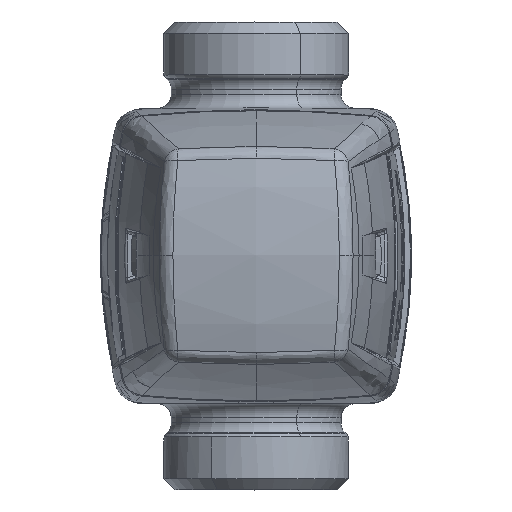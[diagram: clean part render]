
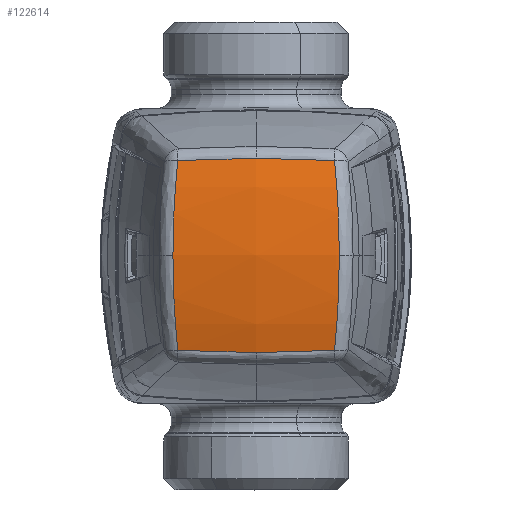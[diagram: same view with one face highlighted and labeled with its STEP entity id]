
A CAD part, top view. The second image highlights one B-rep face of the part: STEP entity #122614.
In plain terms, the highlighted face is a revolution surface.
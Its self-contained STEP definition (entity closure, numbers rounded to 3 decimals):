
#122530=CARTESIAN_POINT('Control Point',(-57.257,41.079,32.059)) ;
#122531=CARTESIAN_POINT('Control Point',(-62.197,26.863,41.1)) ;
#122532=CARTESIAN_POINT('Control Point',(-65.004,9.419,46.238)) ;
#122533=CARTESIAN_POINT('Control Point',(-65.005,-9.398,46.241)) ;
#122534=CARTESIAN_POINT('Control Point',(-62.201,-26.844,41.107)) ;
#122535=CARTESIAN_POINT('Control Point',(-57.263,-41.062,32.07)) ;
#122536=CARTESIAN_POINT('Axis1P Location',(0.,0.,-72.75)) ;
#122541=CARTESIAN_POINT('Control Point',(0.,17.448,57.791)) ;
#122542=CARTESIAN_POINT('Control Point',(-4.7,17.448,57.791)) ;
#122543=CARTESIAN_POINT('Control Point',(-9.399,17.314,57.571)) ;
#122544=CARTESIAN_POINT('Control Point',(-14.072,17.049,57.132)) ;
#122545=CARTESIAN_POINT('Vertex',(0.,17.448,57.791)) ;
#122547=CARTESIAN_POINT('Vertex',(-14.072,17.049,57.132)) ;
#122551=CARTESIAN_POINT('Control Point',(-14.944,0.,59.156)) ;
#122552=CARTESIAN_POINT('Control Point',(-14.944,5.732,59.156)) ;
#122553=CARTESIAN_POINT('Control Point',(-14.645,11.466,58.48)) ;
#122554=CARTESIAN_POINT('Control Point',(-14.072,17.049,57.132)) ;
#122555=CARTESIAN_POINT('Vertex',(-14.944,0.,59.156)) ;
#122559=CARTESIAN_POINT('Control Point',(-14.944,0.,59.156)) ;
#122560=CARTESIAN_POINT('Control Point',(-14.944,-5.732,59.156)) ;
#122561=CARTESIAN_POINT('Control Point',(-14.645,-11.466,58.48)) ;
#122562=CARTESIAN_POINT('Control Point',(-14.072,-17.049,57.132)) ;
#122563=CARTESIAN_POINT('Vertex',(-14.072,-17.049,57.132)) ;
#122567=CARTESIAN_POINT('Control Point',(0.,-17.448,57.791)) ;
#122568=CARTESIAN_POINT('Control Point',(-4.7,-17.448,57.791)) ;
#122569=CARTESIAN_POINT('Control Point',(-9.399,-17.314,57.571)) ;
#122570=CARTESIAN_POINT('Control Point',(-14.072,-17.049,57.132)) ;
#122571=CARTESIAN_POINT('Vertex',(0.,-17.448,57.791)) ;
#122575=CARTESIAN_POINT('Control Point',(0.,-17.448,57.791)) ;
#122576=CARTESIAN_POINT('Control Point',(4.7,-17.448,57.791)) ;
#122577=CARTESIAN_POINT('Control Point',(9.399,-17.314,57.571)) ;
#122578=CARTESIAN_POINT('Control Point',(14.072,-17.049,57.132)) ;
#122579=CARTESIAN_POINT('Vertex',(14.072,-17.049,57.132)) ;
#122583=CARTESIAN_POINT('Control Point',(14.944,0.,59.156)) ;
#122584=CARTESIAN_POINT('Control Point',(14.944,-5.732,59.156)) ;
#122585=CARTESIAN_POINT('Control Point',(14.645,-11.466,58.48)) ;
#122586=CARTESIAN_POINT('Control Point',(14.072,-17.049,57.132)) ;
#122587=CARTESIAN_POINT('Vertex',(14.944,0.,59.156)) ;
#122591=CARTESIAN_POINT('Control Point',(14.944,0.,59.156)) ;
#122592=CARTESIAN_POINT('Control Point',(14.944,5.732,59.156)) ;
#122593=CARTESIAN_POINT('Control Point',(14.645,11.466,58.48)) ;
#122594=CARTESIAN_POINT('Control Point',(14.072,17.049,57.132)) ;
#122595=CARTESIAN_POINT('Vertex',(14.072,17.049,57.132)) ;
#122599=CARTESIAN_POINT('Control Point',(0.,17.448,57.791)) ;
#122600=CARTESIAN_POINT('Control Point',(4.7,17.448,57.791)) ;
#122601=CARTESIAN_POINT('Control Point',(9.399,17.314,57.571)) ;
#122602=CARTESIAN_POINT('Control Point',(14.072,17.049,57.132)) ;
#122537=DIRECTION('Axis1P Direction',(0.,1.,0.)) ;
#122605=ORIENTED_EDGE('',*,*,#122549,.T.) ;
#122606=ORIENTED_EDGE('',*,*,#122557,.T.) ;
#122607=ORIENTED_EDGE('',*,*,#122565,.T.) ;
#122608=ORIENTED_EDGE('',*,*,#122573,.T.) ;
#122609=ORIENTED_EDGE('',*,*,#122581,.T.) ;
#122610=ORIENTED_EDGE('',*,*,#122589,.T.) ;
#122611=ORIENTED_EDGE('',*,*,#122597,.T.) ;
#122612=ORIENTED_EDGE('',*,*,#122603,.T.) ;
#122614=ADVANCED_FACE('',(#122613),#122539,.F.) ;
#122538=AXIS1_PLACEMENT('Revolution Surface Axis1P',#122536,#122537) ;
#122529=B_SPLINE_CURVE_WITH_KNOTS('',5,(#122530,#122531,#122532,#122533,#122534,#122535),.UNSPECIFIED.,.F.,.U.,(6,6),(395.923,483.703),.UNSPECIFIED.) ;
#122540=B_SPLINE_CURVE_WITH_KNOTS('',3,(#122541,#122542,#122543,#122544),.UNSPECIFIED.,.F.,.U.,(4,4),(26.123,41.882),.UNSPECIFIED.) ;
#122550=B_SPLINE_CURVE_WITH_KNOTS('',3,(#122551,#122552,#122553,#122554),.UNSPECIFIED.,.F.,.U.,(4,4),(38.994,63.713),.UNSPECIFIED.) ;
#122558=B_SPLINE_CURVE_WITH_KNOTS('',3,(#122559,#122560,#122561,#122562),.UNSPECIFIED.,.F.,.U.,(4,4),(38.994,63.713),.UNSPECIFIED.) ;
#122566=B_SPLINE_CURVE_WITH_KNOTS('',3,(#122567,#122568,#122569,#122570),.UNSPECIFIED.,.F.,.U.,(4,4),(26.124,41.883),.UNSPECIFIED.) ;
#122574=B_SPLINE_CURVE_WITH_KNOTS('',3,(#122575,#122576,#122577,#122578),.UNSPECIFIED.,.F.,.U.,(4,4),(26.124,41.883),.UNSPECIFIED.) ;
#122582=B_SPLINE_CURVE_WITH_KNOTS('',3,(#122583,#122584,#122585,#122586),.UNSPECIFIED.,.F.,.U.,(4,4),(38.994,63.713),.UNSPECIFIED.) ;
#122590=B_SPLINE_CURVE_WITH_KNOTS('',3,(#122591,#122592,#122593,#122594),.UNSPECIFIED.,.F.,.U.,(4,4),(38.994,63.713),.UNSPECIFIED.) ;
#122598=B_SPLINE_CURVE_WITH_KNOTS('',3,(#122599,#122600,#122601,#122602),.UNSPECIFIED.,.F.,.U.,(4,4),(26.124,41.883),.UNSPECIFIED.) ;
#122549=EDGE_CURVE('',#122546,#122548,#122540,.T.) ;
#122557=EDGE_CURVE('',#122548,#122556,#122550,.F.) ;
#122565=EDGE_CURVE('',#122556,#122564,#122558,.T.) ;
#122573=EDGE_CURVE('',#122564,#122572,#122566,.F.) ;
#122581=EDGE_CURVE('',#122572,#122580,#122574,.T.) ;
#122589=EDGE_CURVE('',#122580,#122588,#122582,.F.) ;
#122597=EDGE_CURVE('',#122588,#122596,#122590,.T.) ;
#122603=EDGE_CURVE('',#122596,#122546,#122598,.F.) ;
#122604=EDGE_LOOP('',(#122605,#122606,#122607,#122608,#122609,#122610,#122611,#122612)) ;
#122613=FACE_OUTER_BOUND('',#122604,.T.) ;
#122539=SURFACE_OF_REVOLUTION('homeo Torus',#122529,#122538) ;
#122546=VERTEX_POINT('',#122545) ;
#122548=VERTEX_POINT('',#122547) ;
#122556=VERTEX_POINT('',#122555) ;
#122564=VERTEX_POINT('',#122563) ;
#122572=VERTEX_POINT('',#122571) ;
#122580=VERTEX_POINT('',#122579) ;
#122588=VERTEX_POINT('',#122587) ;
#122596=VERTEX_POINT('',#122595) ;
